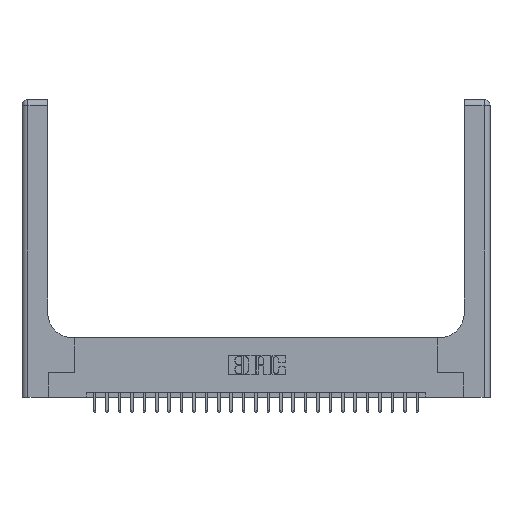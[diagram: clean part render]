
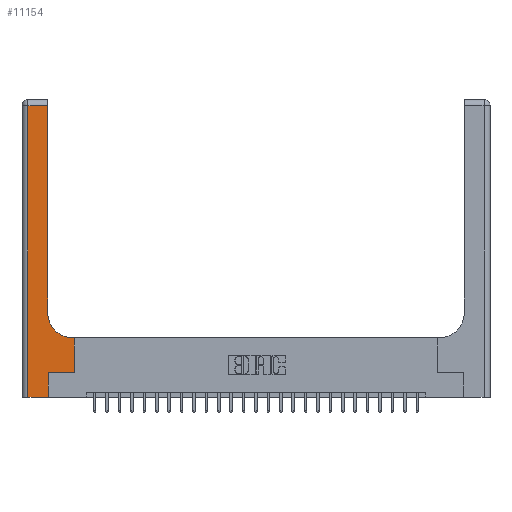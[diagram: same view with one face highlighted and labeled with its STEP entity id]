
A CAD part, top view. The second image highlights one B-rep face of the part: STEP entity #11154.
In plain terms, the highlighted planar face has unit normal (0, 0, 1).
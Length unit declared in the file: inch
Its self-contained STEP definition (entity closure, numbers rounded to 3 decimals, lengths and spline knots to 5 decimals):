
#260 = DIRECTION ( 'NONE',  ( 0., 1., 0. ) ) ;
#747 = VERTEX_POINT ( 'NONE', #24083 ) ;
#922 = CARTESIAN_POINT ( 'NONE',  ( 0.26, 2.94, 0.37 ) ) ;
#1100 = VECTOR ( 'NONE', #24979, 39.37008 ) ;
#1267 = EDGE_CURVE ( 'NONE', #6430, #9317, #2658, .T. ) ;
#1296 = ORIENTED_EDGE ( 'NONE', *, *, #20657, .T. ) ;
#1911 = LINE ( 'NONE', #9859, #19040 ) ;
#1943 = VERTEX_POINT ( 'NONE', #13510 ) ;
#2000 = DIRECTION ( 'NONE',  ( 1., 0., 0. ) ) ;
#2049 = EDGE_CURVE ( 'NONE', #9531, #1943, #2468, .T. ) ;
#2409 = DIRECTION ( 'NONE',  ( 0., 1., 0. ) ) ;
#2468 = LINE ( 'NONE', #21807, #10918 ) ;
#2658 = LINE ( 'NONE', #7920, #6537 ) ;
#3283 = ORIENTED_EDGE ( 'NONE', *, *, #7582, .T. ) ;
#3292 = DIRECTION ( 'NONE',  ( -1., 0., 0. ) ) ;
#3417 = FACE_OUTER_BOUND ( 'NONE', #23213, .T. ) ;
#4059 = CARTESIAN_POINT ( 'NONE',  ( 0.51, 0.85, 0.37 ) ) ;
#4564 = CARTESIAN_POINT ( 'NONE',  ( 0.06, 0., 0.37 ) ) ;
#5038 = CARTESIAN_POINT ( 'NONE',  ( 0.26, 0.85, 0.37 ) ) ;
#5143 = EDGE_CURVE ( 'NONE', #9317, #12895, #16417, .T. ) ;
#6042 = VECTOR ( 'NONE', #14506, 39.37008 ) ;
#6430 = VERTEX_POINT ( 'NONE', #5038 ) ;
#6462 = LINE ( 'NONE', #13688, #8028 ) ;
#6537 = VECTOR ( 'NONE', #2409, 39.37008 ) ;
#6886 = EDGE_CURVE ( 'NONE', #1943, #6430, #13481, .T. ) ;
#6897 = CARTESIAN_POINT ( 'NONE',  ( 0., 3., 0.37 ) ) ;
#7235 = VECTOR ( 'NONE', #18089, 39.37008 ) ;
#7385 = CARTESIAN_POINT ( 'NONE',  ( 0.06, 2.94, 0.37 ) ) ;
#7571 = LINE ( 'NONE', #15145, #1100 ) ;
#7582 = EDGE_CURVE ( 'NONE', #15761, #747, #13124, .T. ) ;
#7920 = CARTESIAN_POINT ( 'NONE',  ( 0.26, 3., 0.37 ) ) ;
#8028 = VECTOR ( 'NONE', #9574, 39.37008 ) ;
#8295 = AXIS2_PLACEMENT_3D ( 'NONE', #6897, #10992, #3292 ) ;
#9255 = DIRECTION ( 'NONE',  ( 1., 0., 0. ) ) ;
#9317 = VERTEX_POINT ( 'NONE', #922 ) ;
#9531 = VERTEX_POINT ( 'NONE', #13595 ) ;
#9574 = DIRECTION ( 'NONE',  ( 0., 1., 0. ) ) ;
#9702 = CARTESIAN_POINT ( 'NONE',  ( 0.528, 0.25, 0.37 ) ) ;
#9859 = CARTESIAN_POINT ( 'NONE',  ( 0.265, 0., 0.37 ) ) ;
#10487 = CARTESIAN_POINT ( 'NONE',  ( 0.265, 0.25, 0.37 ) ) ;
#10918 = VECTOR ( 'NONE', #16070, 39.37008 ) ;
#10992 = DIRECTION ( 'NONE',  ( 0., 0., -1. ) ) ;
#11154 = ADVANCED_FACE ( 'NONE', ( #3417 ), #21077, .F. ) ;
#11406 = ORIENTED_EDGE ( 'NONE', *, *, #18855, .T. ) ;
#11758 = ORIENTED_EDGE ( 'NONE', *, *, #6886, .T. ) ;
#12895 = VERTEX_POINT ( 'NONE', #7385 ) ;
#13124 = LINE ( 'NONE', #22582, #17170 ) ;
#13481 = CIRCLE ( 'NONE', #15127, 0.25 ) ;
#13510 = CARTESIAN_POINT ( 'NONE',  ( 0.51, 0.6, 0.37 ) ) ;
#13595 = CARTESIAN_POINT ( 'NONE',  ( 0.528, 0.6, 0.37 ) ) ;
#13688 = CARTESIAN_POINT ( 'NONE',  ( 0.528, 0.25, 0.37 ) ) ;
#14506 = DIRECTION ( 'NONE',  ( -1., 0., 0. ) ) ;
#15127 = AXIS2_PLACEMENT_3D ( 'NONE', #4059, #17173, #2000 ) ;
#15145 = CARTESIAN_POINT ( 'NONE',  ( 0.06, 3., 0.37 ) ) ;
#15147 = ORIENTED_EDGE ( 'NONE', *, *, #1267, .T. ) ;
#15761 = VERTEX_POINT ( 'NONE', #4564 ) ;
#15873 = VERTEX_POINT ( 'NONE', #10487 ) ;
#16070 = DIRECTION ( 'NONE',  ( -1., 0., 0. ) ) ;
#16417 = LINE ( 'NONE', #18709, #6042 ) ;
#17170 = VECTOR ( 'NONE', #9255, 39.37008 ) ;
#17173 = DIRECTION ( 'NONE',  ( 0., 0., -1. ) ) ;
#17713 = CARTESIAN_POINT ( 'NONE',  ( 0.265, 0.25, 0.37 ) ) ;
#17733 = ORIENTED_EDGE ( 'NONE', *, *, #20170, .T. ) ;
#18089 = DIRECTION ( 'NONE',  ( 1., 0., 0. ) ) ;
#18709 = CARTESIAN_POINT ( 'NONE',  ( 0., 2.94, 0.37 ) ) ;
#18816 = ORIENTED_EDGE ( 'NONE', *, *, #5143, .T. ) ;
#18855 = EDGE_CURVE ( 'NONE', #747, #15873, #1911, .T. ) ;
#19040 = VECTOR ( 'NONE', #260, 39.37008 ) ;
#19754 = LINE ( 'NONE', #17713, #7235 ) ;
#20170 = EDGE_CURVE ( 'NONE', #24441, #9531, #6462, .T. ) ;
#20657 = EDGE_CURVE ( 'NONE', #15873, #24441, #19754, .T. ) ;
#20868 = EDGE_CURVE ( 'NONE', #12895, #15761, #7571, .T. ) ;
#21077 = PLANE ( 'NONE',  #8295 ) ;
#21807 = CARTESIAN_POINT ( 'NONE',  ( 0.26, 0.6, 0.37 ) ) ;
#22582 = CARTESIAN_POINT ( 'NONE',  ( 0., 0., 0.37 ) ) ;
#23213 = EDGE_LOOP ( 'NONE', ( #15147, #18816, #23373, #3283, #11406, #1296, #17733, #25157, #11758 ) ) ;
#23373 = ORIENTED_EDGE ( 'NONE', *, *, #20868, .T. ) ;
#24083 = CARTESIAN_POINT ( 'NONE',  ( 0.265, 0., 0.37 ) ) ;
#24441 = VERTEX_POINT ( 'NONE', #9702 ) ;
#24979 = DIRECTION ( 'NONE',  ( 0., -1., 0. ) ) ;
#25157 = ORIENTED_EDGE ( 'NONE', *, *, #2049, .T. ) ;
